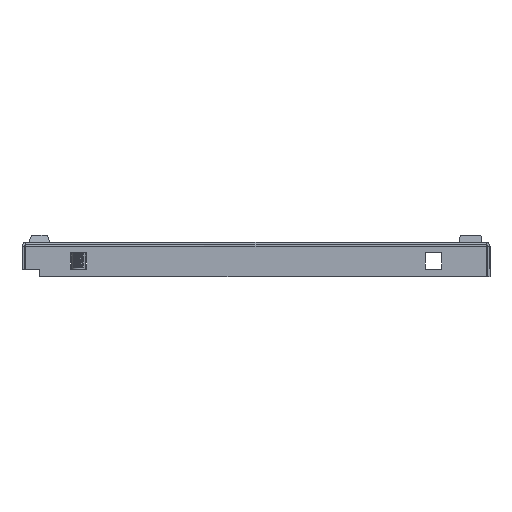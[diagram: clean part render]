
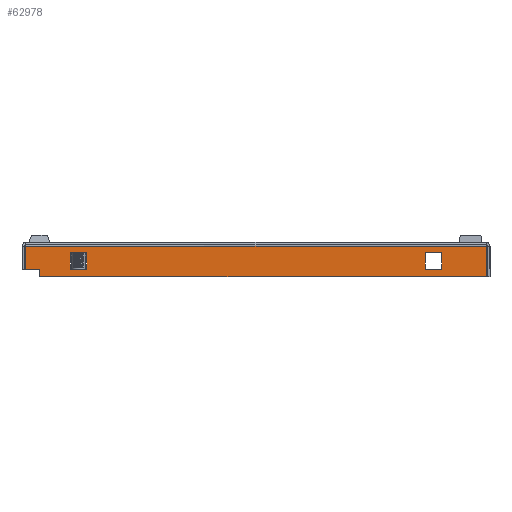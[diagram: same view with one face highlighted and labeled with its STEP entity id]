
A CAD part, front view. The second image highlights one B-rep face of the part: STEP entity #62978.
In plain terms, the highlighted planar face has unit normal (0, -1, 0).
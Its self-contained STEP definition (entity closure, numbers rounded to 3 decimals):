
#2048 = ORIENTED_EDGE ( 'NONE', *, *, #29098, .T. ) ;
#2055 = ORIENTED_EDGE ( 'NONE', *, *, #29099, .T. ) ;
#2060 = ORIENTED_EDGE ( 'NONE', *, *, #29100, .T. ) ;
#2068 = ORIENTED_EDGE ( 'NONE', *, *, #29101, .T. ) ;
#2074 = ORIENTED_EDGE ( 'NONE', *, *, #29102, .T. ) ;
#2078 = ORIENTED_EDGE ( 'NONE', *, *, #29103, .T. ) ;
#2082 = ORIENTED_EDGE ( 'NONE', *, *, #29104, .T. ) ;
#2088 = ORIENTED_EDGE ( 'NONE', *, *, #29105, .T. ) ;
#2093 = ORIENTED_EDGE ( 'NONE', *, *, #29106, .T. ) ;
#2102 = ORIENTED_EDGE ( 'NONE', *, *, #29107, .F. ) ;
#2105 = ORIENTED_EDGE ( 'NONE', *, *, #29108, .F. ) ;
#2109 = ORIENTED_EDGE ( 'NONE', *, *, #29109, .T. ) ;
#2116 = ORIENTED_EDGE ( 'NONE', *, *, #29110, .T. ) ;
#2120 = ORIENTED_EDGE ( 'NONE', *, *, #29111, .T. ) ;
#29098 = EDGE_CURVE ( 'NONE', #40068, #40156, #31852, .T. ) ;
#29099 = EDGE_CURVE ( 'NONE', #40147, #40068, #31849, .T. ) ;
#29100 = EDGE_CURVE ( 'NONE', #40150, #40147, #31855, .T. ) ;
#29101 = EDGE_CURVE ( 'NONE', #40156, #40150, #31857, .T. ) ;
#29102 = EDGE_CURVE ( 'NONE', #40166, #40165, #31859, .T. ) ;
#29103 = EDGE_CURVE ( 'NONE', #40151, #40166, #31854, .T. ) ;
#29104 = EDGE_CURVE ( 'NONE', #40163, #40151, #31863, .T. ) ;
#29105 = EDGE_CURVE ( 'NONE', #40165, #40163, #31865, .T. ) ;
#29106 = EDGE_CURVE ( 'NONE', #40155, #40046, #31867, .T. ) ;
#29107 = EDGE_CURVE ( 'NONE', #40155, #40158, #31861, .T. ) ;
#29108 = EDGE_CURVE ( 'NONE', #40158, #40160, #31871, .T. ) ;
#29109 = EDGE_CURVE ( 'NONE', #40148, #40160, #31873, .T. ) ;
#29110 = EDGE_CURVE ( 'NONE', #40130, #40148, #31875, .T. ) ;
#29111 = EDGE_CURVE ( 'NONE', #40046, #40130, #31877, .T. ) ;
#31849 = LINE ( 'NONE', #89778, #31856 ) ;
#31852 = LINE ( 'NONE', #89774, #31853 ) ;
#31853 = VECTOR ( 'NONE', #89758, 1000. ) ;
#31854 = LINE ( 'NONE', #89756, #31864 ) ;
#31855 = LINE ( 'NONE', #89747, #31858 ) ;
#31856 = VECTOR ( 'NONE', #89751, 1000. ) ;
#31857 = LINE ( 'NONE', #89742, #31860 ) ;
#31858 = VECTOR ( 'NONE', #89744, 1000. ) ;
#31859 = LINE ( 'NONE', #89737, #31862 ) ;
#31860 = VECTOR ( 'NONE', #89739, 1000. ) ;
#31861 = LINE ( 'NONE', #89753, #31872 ) ;
#31862 = VECTOR ( 'NONE', #89733, 1000. ) ;
#31863 = LINE ( 'NONE', #89727, #31866 ) ;
#31864 = VECTOR ( 'NONE', #89731, 1000. ) ;
#31865 = LINE ( 'NONE', #89722, #31868 ) ;
#31866 = VECTOR ( 'NONE', #89724, 1000. ) ;
#31867 = LINE ( 'NONE', #89717, #31870 ) ;
#31868 = VECTOR ( 'NONE', #89719, 1000. ) ;
#31870 = VECTOR ( 'NONE', #89713, 1000. ) ;
#31871 = LINE ( 'NONE', #89707, #31874 ) ;
#31872 = VECTOR ( 'NONE', #89711, 1000. ) ;
#31873 = LINE ( 'NONE', #89702, #31876 ) ;
#31874 = VECTOR ( 'NONE', #89704, 1000. ) ;
#31875 = LINE ( 'NONE', #89697, #31878 ) ;
#31876 = VECTOR ( 'NONE', #89699, 1000. ) ;
#31877 = LINE ( 'NONE', #89692, #31880 ) ;
#31878 = VECTOR ( 'NONE', #89694, 1000. ) ;
#31880 = VECTOR ( 'NONE', #89689, 1000. ) ;
#38384 = DIRECTION ( 'NONE',  ( 0., 1., 0. ) ) ;
#38388 = CARTESIAN_POINT ( 'NONE',  ( 130.25, -299., -18. ) ) ;
#38389 = PLANE ( 'NONE',  #47528 ) ;
#38390 = DIRECTION ( 'NONE',  ( 0., 0., 1. ) ) ;
#40027 = EDGE_LOOP ( 'NONE', ( #2120, #2116, #2109, #2105, #2102, #2093 ) ) ;
#40033 = EDGE_LOOP ( 'NONE', ( #2068, #2060, #2055, #2048 ) ) ;
#40045 = EDGE_LOOP ( 'NONE', ( #2088, #2082, #2078, #2074 ) ) ;
#40046 = VERTEX_POINT ( 'NONE', #79909 ) ;
#40068 = VERTEX_POINT ( 'NONE', #79900 ) ;
#40130 = VERTEX_POINT ( 'NONE', #79858 ) ;
#40147 = VERTEX_POINT ( 'NONE', #79844 ) ;
#40148 = VERTEX_POINT ( 'NONE', #79843 ) ;
#40150 = VERTEX_POINT ( 'NONE', #79841 ) ;
#40151 = VERTEX_POINT ( 'NONE', #79840 ) ;
#40155 = VERTEX_POINT ( 'NONE', #79836 ) ;
#40156 = VERTEX_POINT ( 'NONE', #79835 ) ;
#40158 = VERTEX_POINT ( 'NONE', #79834 ) ;
#40160 = VERTEX_POINT ( 'NONE', #79833 ) ;
#40163 = VERTEX_POINT ( 'NONE', #79831 ) ;
#40165 = VERTEX_POINT ( 'NONE', #79829 ) ;
#40166 = VERTEX_POINT ( 'NONE', #79828 ) ;
#47528 = AXIS2_PLACEMENT_3D ( 'NONE', #38388, #38384, #38390 ) ;
#62978 = ADVANCED_FACE ( 'NONE', ( #70095, #70099, #70065 ), #38389, .F. ) ;
#70065 = FACE_BOUND ( 'NONE', #40033, .T. ) ;
#70095 = FACE_OUTER_BOUND ( 'NONE', #40027, .T. ) ;
#70099 = FACE_BOUND ( 'NONE', #40045, .T. ) ;
#79828 = CARTESIAN_POINT ( 'NONE',  ( -95.75, -299., -13.75 ) ) ;
#79829 = CARTESIAN_POINT ( 'NONE',  ( -105.25, -299., -13.75 ) ) ;
#79831 = CARTESIAN_POINT ( 'NONE',  ( -105.25, -299., -4.25 ) ) ;
#79833 = CARTESIAN_POINT ( 'NONE',  ( 130.5, -299., -0.75 ) ) ;
#79834 = CARTESIAN_POINT ( 'NONE',  ( -130.5, -299., -0.75 ) ) ;
#79835 = CARTESIAN_POINT ( 'NONE',  ( 95.75, -299., -4.25 ) ) ;
#79836 = CARTESIAN_POINT ( 'NONE',  ( -130.5, -299., -14. ) ) ;
#79840 = CARTESIAN_POINT ( 'NONE',  ( -95.75, -299., -4.25 ) ) ;
#79841 = CARTESIAN_POINT ( 'NONE',  ( 105.25, -299., -4.25 ) ) ;
#79843 = CARTESIAN_POINT ( 'NONE',  ( 130.5, -299., -18. ) ) ;
#79844 = CARTESIAN_POINT ( 'NONE',  ( 105.25, -299., -13.75 ) ) ;
#79858 = CARTESIAN_POINT ( 'NONE',  ( -122.5, -299., -18. ) ) ;
#79900 = CARTESIAN_POINT ( 'NONE',  ( 95.75, -299., -13.75 ) ) ;
#79909 = CARTESIAN_POINT ( 'NONE',  ( -122.5, -299., -14. ) ) ;
#89689 = DIRECTION ( 'NONE',  ( 0., 0., -1. ) ) ;
#89692 = CARTESIAN_POINT ( 'NONE',  ( -122.5, -299., -18. ) ) ;
#89694 = DIRECTION ( 'NONE',  ( 1., 0., 0. ) ) ;
#89697 = CARTESIAN_POINT ( 'NONE',  ( 130.25, -299., -18. ) ) ;
#89699 = DIRECTION ( 'NONE',  ( 0., 0., 1. ) ) ;
#89702 = CARTESIAN_POINT ( 'NONE',  ( 130.5, -299., -0.75 ) ) ;
#89704 = DIRECTION ( 'NONE',  ( 1., 0., 0. ) ) ;
#89707 = CARTESIAN_POINT ( 'NONE',  ( -261.009, -299., -0.75 ) ) ;
#89711 = DIRECTION ( 'NONE',  ( 0., 0., 1. ) ) ;
#89713 = DIRECTION ( 'NONE',  ( 1., 0., 0. ) ) ;
#89717 = CARTESIAN_POINT ( 'NONE',  ( -130.5, -299., -14. ) ) ;
#89719 = DIRECTION ( 'NONE',  ( 0., 0., 1. ) ) ;
#89722 = CARTESIAN_POINT ( 'NONE',  ( -105.25, -299., -4.25 ) ) ;
#89724 = DIRECTION ( 'NONE',  ( 1., 0., 0. ) ) ;
#89727 = CARTESIAN_POINT ( 'NONE',  ( -105.25, -299., -4.25 ) ) ;
#89731 = DIRECTION ( 'NONE',  ( 0., 0., -1. ) ) ;
#89733 = DIRECTION ( 'NONE',  ( -1., 0., 0. ) ) ;
#89737 = CARTESIAN_POINT ( 'NONE',  ( -105.25, -299., -13.75 ) ) ;
#89739 = DIRECTION ( 'NONE',  ( 1., 0., 0. ) ) ;
#89742 = CARTESIAN_POINT ( 'NONE',  ( 105.25, -299., -4.25 ) ) ;
#89744 = DIRECTION ( 'NONE',  ( 0., 0., -1. ) ) ;
#89747 = CARTESIAN_POINT ( 'NONE',  ( 105.25, -299., -4.25 ) ) ;
#89751 = DIRECTION ( 'NONE',  ( -1., 0., 0. ) ) ;
#89753 = CARTESIAN_POINT ( 'NONE',  ( -130.5, -299., -0.75 ) ) ;
#89756 = CARTESIAN_POINT ( 'NONE',  ( -95.75, -299., -4.25 ) ) ;
#89758 = DIRECTION ( 'NONE',  ( 0., 0., 1. ) ) ;
#89774 = CARTESIAN_POINT ( 'NONE',  ( 95.75, -299., -4.25 ) ) ;
#89778 = CARTESIAN_POINT ( 'NONE',  ( 105.25, -299., -13.75 ) ) ;
